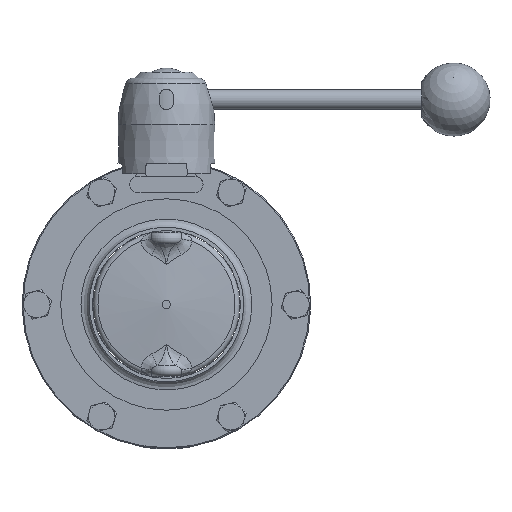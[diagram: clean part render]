
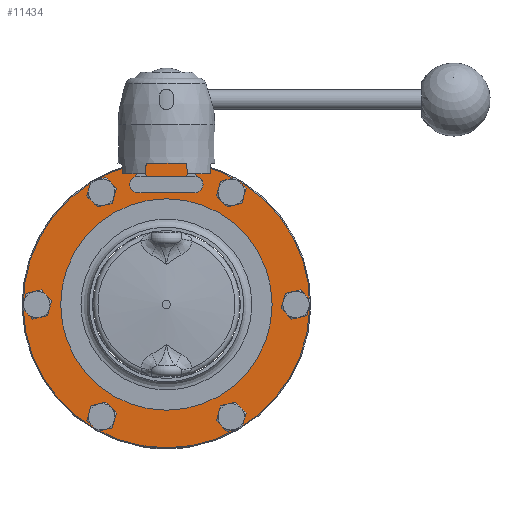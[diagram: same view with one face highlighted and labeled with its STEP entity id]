
A CAD part, left-side view. The second image highlights one B-rep face of the part: STEP entity #11434.
In plain terms, the highlighted planar face has unit normal (-1, 0, 0).
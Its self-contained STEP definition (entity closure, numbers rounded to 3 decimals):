
#5321=CARTESIAN_POINT('',(-10.,-59.788,4.097));
#5322=VERTEX_POINT('',#5321);
#5323=CARTESIAN_POINT('',(-10.,-63.75,0.));
#5324=DIRECTION('',(1.0,0.0,0.0));
#5325=DIRECTION('',(0.0,0.695,0.719));
#5326=AXIS2_PLACEMENT_3D('',#5323,#5324,#5325);
#5327=CIRCLE('',#5326,5.7);
#5328=EDGE_CURVE('',#5322,#5322,#5327,.T.);
#6199=CARTESIAN_POINT('',(-10.,26.345,-53.826));
#6200=VERTEX_POINT('',#6199);
#6201=CARTESIAN_POINT('',(-10.,31.875,-55.209));
#6202=DIRECTION('',(1.,0.0,0.0));
#6203=DIRECTION('',(0.0,-0.97,0.243));
#6204=AXIS2_PLACEMENT_3D('',#6201,#6202,#6203);
#6205=CIRCLE('',#6204,5.7);
#6206=EDGE_CURVE('',#6200,#6200,#6205,.T.);
#7077=CARTESIAN_POINT('',(-10.,33.442,49.729));
#7078=VERTEX_POINT('',#7077);
#7079=CARTESIAN_POINT('',(-10.,31.875,55.209));
#7080=DIRECTION('',(1.0,0.0,0.0));
#7081=DIRECTION('',(0.0,0.275,-0.961));
#7082=AXIS2_PLACEMENT_3D('',#7079,#7080,#7081);
#7083=CIRCLE('',#7082,5.7);
#7084=EDGE_CURVE('',#7078,#7078,#7083,.T.);
#8118=CARTESIAN_POINT('',(-10.,-52.0,0.0));
#8119=VERTEX_POINT('',#8118);
#8120=CARTESIAN_POINT('',(-10.,0.0,0.0));
#8121=DIRECTION('',(-1.0,0.0,0.0));
#8122=DIRECTION('',(0.0,-1.0,0.0));
#8123=AXIS2_PLACEMENT_3D('',#8120,#8121,#8122);
#8124=CIRCLE('',#8123,52.0);
#8125=EDGE_CURVE('',#8119,#8119,#8124,.T.);
#8476=CARTESIAN_POINT('',(-10.,-26.345,53.826));
#8477=VERTEX_POINT('',#8476);
#8478=CARTESIAN_POINT('',(-10.,-31.875,55.209));
#8479=DIRECTION('',(1.,0.0,0.0));
#8480=DIRECTION('',(0.0,0.97,-0.243));
#8481=AXIS2_PLACEMENT_3D('',#8478,#8479,#8480);
#8482=CIRCLE('',#8481,5.7);
#8483=EDGE_CURVE('',#8477,#8477,#8482,.T.);
#9346=CARTESIAN_POINT('',(-10.,59.788,-4.097));
#9347=VERTEX_POINT('',#9346);
#9348=CARTESIAN_POINT('',(-10.,63.75,0.));
#9349=DIRECTION('',(1.0,0.0,0.0));
#9350=DIRECTION('',(0.0,-0.695,-0.719));
#9351=AXIS2_PLACEMENT_3D('',#9348,#9349,#9350);
#9352=CIRCLE('',#9351,5.7);
#9353=EDGE_CURVE('',#9347,#9347,#9352,.T.);
#10216=CARTESIAN_POINT('',(-10.,-33.442,-49.729));
#10217=VERTEX_POINT('',#10216);
#10218=CARTESIAN_POINT('',(-10.,-31.875,-55.209));
#10219=DIRECTION('',(1.0,0.0,0.0));
#10220=DIRECTION('',(0.0,-0.275,0.961));
#10221=AXIS2_PLACEMENT_3D('',#10218,#10219,#10220);
#10222=CIRCLE('',#10221,5.7);
#10223=EDGE_CURVE('',#10217,#10217,#10222,.T.);
#10977=CARTESIAN_POINT('',(-10.0,-15.719,62.612));
#10978=VERTEX_POINT('',#10977);
#10985=CARTESIAN_POINT('',(-10.,-9.507,63.));
#10986=VERTEX_POINT('',#10985);
#10987=CARTESIAN_POINT('',(-10.0,-12.5,61.));
#10988=DIRECTION('',(1.0,0.0,0.0));
#10989=DIRECTION('',(0.0,0.0,-1.0));
#10990=AXIS2_PLACEMENT_3D('',#10987,#10988,#10989);
#10991=CIRCLE('',#10990,3.6);
#10992=EDGE_CURVE('',#10986,#10978,#10991,.T.);
#11017=CARTESIAN_POINT('',(-10.0,15.719,62.612));
#11018=VERTEX_POINT('',#11017);
#11036=CARTESIAN_POINT('',(-10.,9.507,63.));
#11037=VERTEX_POINT('',#11036);
#11044=CARTESIAN_POINT('',(-10.0,12.5,61.));
#11045=DIRECTION('',(1.0,0.0,0.0));
#11046=DIRECTION('',(0.0,0.0,-1.0));
#11047=AXIS2_PLACEMENT_3D('',#11044,#11045,#11046);
#11048=CIRCLE('',#11047,3.6);
#11049=EDGE_CURVE('',#11018,#11037,#11048,.T.);
#11101=CARTESIAN_POINT('',(-10.,-14.,55.));
#11102=VERTEX_POINT('',#11101);
#11103=CARTESIAN_POINT('',(-10.,14.0,55.));
#11104=VERTEX_POINT('',#11103);
#11105=CARTESIAN_POINT('',(-10.,-14.,55.));
#11106=DIRECTION('',(0.0,1.0,0.0));
#11107=VECTOR('',#11106,28.);
#11108=LINE('',#11105,#11107);
#11109=EDGE_CURVE('',#11102,#11104,#11108,.T.);
#11132=CARTESIAN_POINT('',(-10.,14.0,59.));
#11133=DIRECTION('',(1.0,0.0,0.0));
#11134=DIRECTION('',(0.0,0.0,1.0));
#11135=AXIS2_PLACEMENT_3D('',#11132,#11133,#11134);
#11136=CIRCLE('',#11135,4.);
#11137=EDGE_CURVE('',#11104,#11018,#11136,.T.);
#11206=CARTESIAN_POINT('',(-10.,9.507,63.));
#11207=DIRECTION('',(0.0,-1.0,0.0));
#11208=VECTOR('',#11207,19.013);
#11209=LINE('',#11206,#11208);
#11210=EDGE_CURVE('',#11037,#10986,#11209,.T.);
#11231=CARTESIAN_POINT('',(-10.,-14.,59.));
#11232=DIRECTION('',(1.0,0.0,0.0));
#11233=DIRECTION('',(0.0,0.0,-1.0));
#11234=AXIS2_PLACEMENT_3D('',#11231,#11232,#11233);
#11235=CIRCLE('',#11234,4.);
#11236=EDGE_CURVE('',#10978,#11102,#11235,.T.);
#11253=CARTESIAN_POINT('',(-10.,12.426,69.396));
#11254=VERTEX_POINT('',#11253);
#11262=CARTESIAN_POINT('',(-10.,-12.426,69.396));
#11263=VERTEX_POINT('',#11262);
#11264=CARTESIAN_POINT('',(-10.,0.0,0.0));
#11265=DIRECTION('',(-1.0,0.0,0.0));
#11266=DIRECTION('',(0.0,-1.0,0.0));
#11267=AXIS2_PLACEMENT_3D('',#11264,#11265,#11266);
#11268=CIRCLE('',#11267,70.5);
#11269=EDGE_CURVE('',#11263,#11254,#11268,.T.);
#11295=CARTESIAN_POINT('',(-10.,15.653,68.74));
#11296=VERTEX_POINT('',#11295);
#11332=CARTESIAN_POINT('',(-10.,-15.653,68.74));
#11333=VERTEX_POINT('',#11332);
#11358=CARTESIAN_POINT('',(-10.,0.0,0.0));
#11359=DIRECTION('',(-1.0,0.0,0.0));
#11360=DIRECTION('',(0.0,-1.0,0.0));
#11361=AXIS2_PLACEMENT_3D('',#11358,#11359,#11360);
#11362=CIRCLE('',#11361,70.5);
#11363=EDGE_CURVE('',#11296,#11333,#11362,.T.);
#11368=CARTESIAN_POINT('',(-10.,-61.25,0.0));
#11369=DIRECTION('',(-1.0,0.0,0.0));
#11370=DIRECTION('',(0.0,0.0,-1.0));
#11371=AXIS2_PLACEMENT_3D('',#11368,#11369,#11370);
#11372=PLANE('',#11371);
#11373=CARTESIAN_POINT('',(-10.,12.426,68.74));
#11374=VERTEX_POINT('',#11373);
#11375=CARTESIAN_POINT('',(-10.,12.426,69.396));
#11376=DIRECTION('',(0.0,0.0,-1.0));
#11377=VECTOR('',#11376,0.656);
#11378=LINE('',#11375,#11377);
#11379=EDGE_CURVE('',#11254,#11374,#11378,.T.);
#11380=ORIENTED_EDGE('',*,*,#11379,.T.);
#11381=CARTESIAN_POINT('',(-10.,12.426,68.74));
#11382=DIRECTION('',(0.0,1.0,0.0));
#11383=VECTOR('',#11382,3.227);
#11384=LINE('',#11381,#11383);
#11385=EDGE_CURVE('',#11374,#11296,#11384,.T.);
#11386=ORIENTED_EDGE('',*,*,#11385,.T.);
#11387=ORIENTED_EDGE('',*,*,#11363,.T.);
#11388=CARTESIAN_POINT('',(-10.,-12.426,68.74));
#11389=VERTEX_POINT('',#11388);
#11390=CARTESIAN_POINT('',(-10.,-15.653,68.74));
#11391=DIRECTION('',(0.0,1.0,0.0));
#11392=VECTOR('',#11391,3.227);
#11393=LINE('',#11390,#11392);
#11394=EDGE_CURVE('',#11333,#11389,#11393,.T.);
#11395=ORIENTED_EDGE('',*,*,#11394,.T.);
#11396=CARTESIAN_POINT('',(-10.,-12.426,68.74));
#11397=DIRECTION('',(0.0,0.0,1.0));
#11398=VECTOR('',#11397,0.656);
#11399=LINE('',#11396,#11398);
#11400=EDGE_CURVE('',#11389,#11263,#11399,.T.);
#11401=ORIENTED_EDGE('',*,*,#11400,.T.);
#11402=ORIENTED_EDGE('',*,*,#11269,.T.);
#11403=EDGE_LOOP('',(#11380,#11386,#11387,#11395,#11401,#11402));
#11404=FACE_OUTER_BOUND('',#11403,.T.);
#11405=ORIENTED_EDGE('',*,*,#5328,.T.);
#11406=EDGE_LOOP('',(#11405));
#11407=FACE_BOUND('',#11406,.T.);
#11408=ORIENTED_EDGE('',*,*,#10223,.T.);
#11409=EDGE_LOOP('',(#11408));
#11410=FACE_BOUND('',#11409,.T.);
#11411=ORIENTED_EDGE('',*,*,#6206,.T.);
#11412=EDGE_LOOP('',(#11411));
#11413=FACE_BOUND('',#11412,.T.);
#11414=ORIENTED_EDGE('',*,*,#9353,.T.);
#11415=EDGE_LOOP('',(#11414));
#11416=FACE_BOUND('',#11415,.T.);
#11417=ORIENTED_EDGE('',*,*,#7084,.T.);
#11418=EDGE_LOOP('',(#11417));
#11419=FACE_BOUND('',#11418,.T.);
#11420=ORIENTED_EDGE('',*,*,#8483,.T.);
#11421=EDGE_LOOP('',(#11420));
#11422=FACE_BOUND('',#11421,.T.);
#11423=ORIENTED_EDGE('',*,*,#11236,.T.);
#11424=ORIENTED_EDGE('',*,*,#11109,.T.);
#11425=ORIENTED_EDGE('',*,*,#11137,.T.);
#11426=ORIENTED_EDGE('',*,*,#11049,.T.);
#11427=ORIENTED_EDGE('',*,*,#11210,.T.);
#11428=ORIENTED_EDGE('',*,*,#10992,.T.);
#11429=EDGE_LOOP('',(#11423,#11424,#11425,#11426,#11427,#11428));
#11430=FACE_BOUND('',#11429,.T.);
#11431=ORIENTED_EDGE('',*,*,#8125,.F.);
#11432=EDGE_LOOP('',(#11431));
#11433=FACE_BOUND('',#11432,.T.);
#11434=ADVANCED_FACE('',(#11404,#11407,#11410,#11413,#11416,#11419,#11422,#11430,#11433),#11372,.T.);
